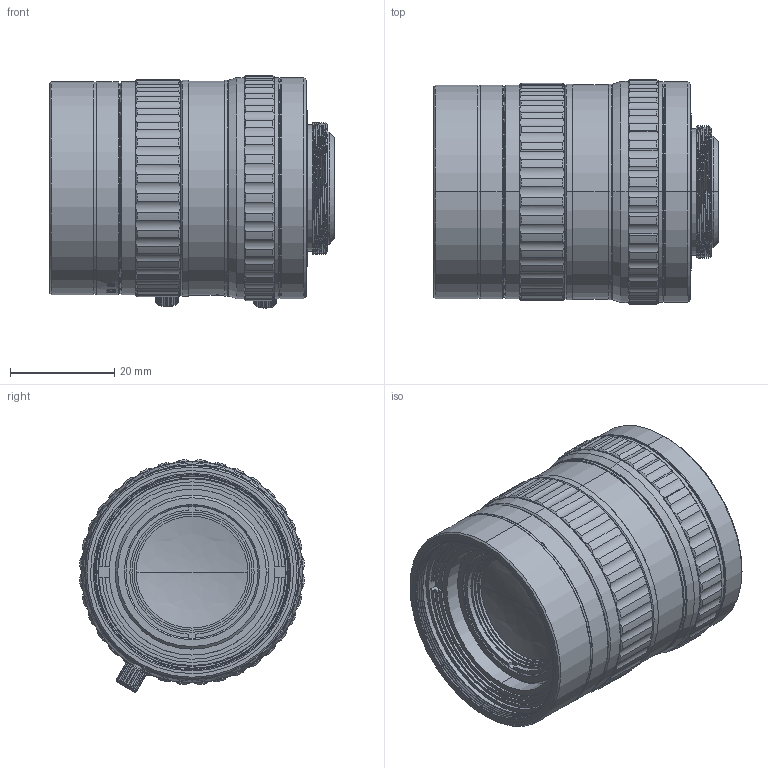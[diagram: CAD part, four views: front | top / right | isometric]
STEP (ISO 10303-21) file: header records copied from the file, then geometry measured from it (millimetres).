
FILE_DESCRIPTION (( 'STEP AP203' ), '1' );
FILE_NAME ('600010.STEP', '2021-08-06T06:57:07', ( '' ), ( '' ), 'SwSTEP 2.0', 'SolidWorks 2020', '' );
FILE_SCHEMA (( 'CONFIG_CONTROL_DESIGN' ));
Length unit declared in the file: millimetre
Products named in the file (1): 600010
Bounding box: 54.7 x 43.25 x 44.73 mm (x, y, z)
Volume: 70337.3 mm3; surface area: 52272.4 mm2
Topology: 24 solids, 24 shells, 2428 faces, 6689 edges, 4427 vertices
Faces by surface type: bspline 932, cylinder 663, plane 603, cone 230
Entity records: 106188 total; most frequent: CARTESIAN_POINT 50859, ORIENTED_EDGE 13366, DIRECTION 8462, EDGE_CURVE 6683, VERTEX_POINT 4427, AXIS2_PLACEMENT_3D 2955, B_SPLINE_CURVE_WITH_KNOTS 2673, EDGE_LOOP 2612
